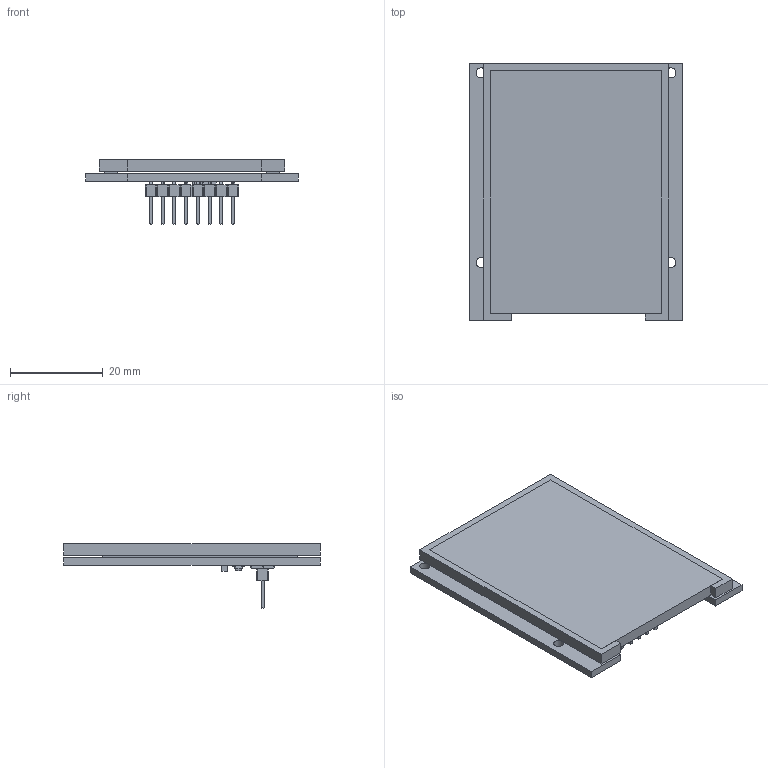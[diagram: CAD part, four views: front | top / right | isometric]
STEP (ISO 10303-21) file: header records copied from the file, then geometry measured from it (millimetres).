
FILE_DESCRIPTION(('KiCad electronic assembly'),'2;1');
FILE_NAME('lcd_board.step','2020-09-20T16:13:55',('An Author'),( 'A Company'),'Open CASCADE STEP processor 6.9', 'KiCad to STEP converter','Unknown');
FILE_SCHEMA(('AUTOMOTIVE_DESIGN { 1 0 10303 214 1 1 1 1 }'));
Length unit declared in the file: millimetre
Products named in the file (13): Open CASCADE STEP translator 6.9 1; BL22019; SOLID; PinHeader_1x08_P2.54mm_Vertical_SMD_Pin1Left; C_0805_2012Metric; SOT-23; COMPOUND
Assembly tree (12 placements, depth 3):
  Open CASCADE STEP translator 6.9 1
    BL22019
      SOLID
      SOLID
      SOLID
      SOLID
    PinHeader_1x08_P2.54mm_Vertical_SMD_Pin1Left
      SOLID
    C_0805_2012Metric
      SOLID
    SOT-23
      SOLID
    COMPOUND
Bounding box: 46 x 55.5 x 14 mm (x, y, z)
Volume: 9347 mm3; surface area: 11555.4 mm2
Topology: 8 solids, 8 shells, 380 faces, 932 edges, 586 vertices
Faces by surface type: plane 315, cylinder 38, bspline 27
Full cylindrical faces by diameter (mm): 1 x2, 2.2 x4
Entity records: 25599 total; most frequent: CARTESIAN_POINT 4081, DIRECTION 3499, LINE 2563, VECTOR 2563, ORIENTED_EDGE 1864, PCURVE 1864, DEFINITIONAL_REPRESENTATION 1864, EDGE_CURVE 932
